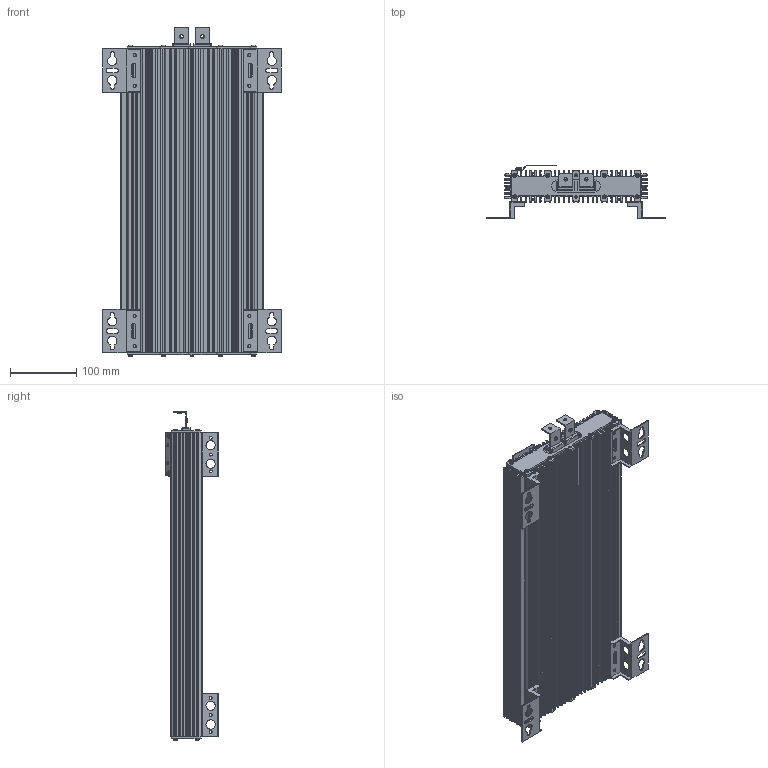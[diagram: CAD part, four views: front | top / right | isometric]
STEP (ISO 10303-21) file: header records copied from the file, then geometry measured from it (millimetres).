
FILE_DESCRIPTION (( 'STEP AP203' ), '1' );
FILE_NAME ('MBH 5000 Assy.STEP', '2024-02-15T04:22:09', ( '' ), ( '' ), 'SwSTEP 2.0', 'SolidWorks 2018', '' );
FILE_SCHEMA (( 'CONFIG_CONTROL_DESIGN' ));
Length unit declared in the file: millimetre
Products named in the file (7): 5 ________.STEP; MBH 5000 Assy.STEP; MBH 5000 Assy; MBHV ______.STEP; MBH 5000.STEP; MBHV ______-0.STEP; 3.5 ________.STEP
Assembly tree (27 placements, depth 3):
  MBH 5000 Assy
    MBH 5000 Assy.STEP
      MBH 5000.STEP
      MBHV ______.STEP
      MBHV ______-0.STEP  x4
      3.5 ________.STEP  x18
      5 ________.STEP  x2
Bounding box: 270 x 80.27 x 497.3 mm (x, y, z)
Volume: 3429364.8 mm3; surface area: 869687 mm2
Topology: 26 solids, 26 shells, 2857 faces, 8208 edges, 5388 vertices
Faces by surface type: plane 1419, cylinder 1386, torus 44, sphere 8
Entity records: 78732 total; most frequent: DIRECTION 14133, CARTESIAN_POINT 13549, ORIENTED_EDGE 13446, EDGE_CURVE 6723, AXIS2_PLACEMENT_3D 5092, VERTEX_POINT 4416, LINE 3949, VECTOR 3949
